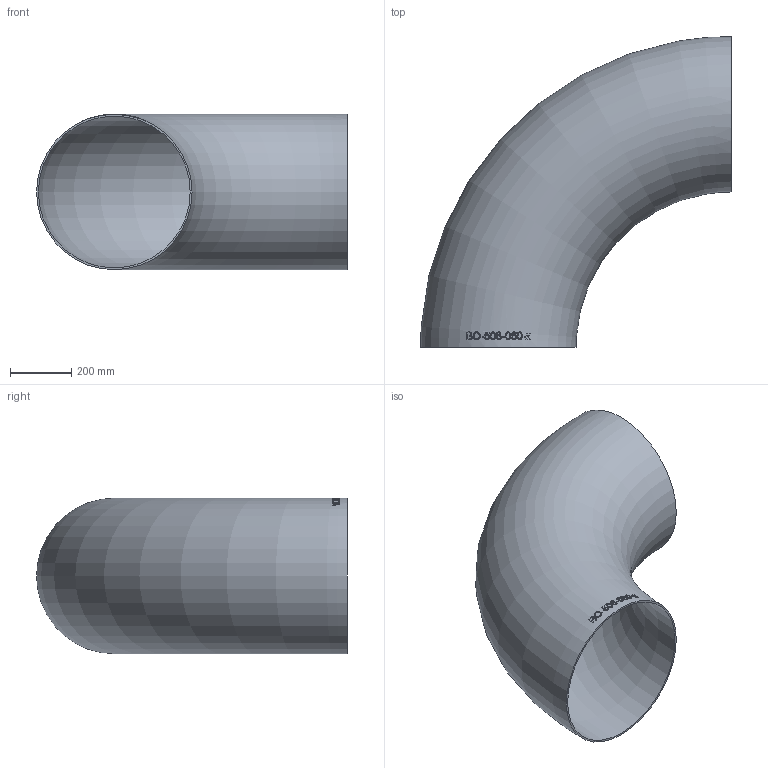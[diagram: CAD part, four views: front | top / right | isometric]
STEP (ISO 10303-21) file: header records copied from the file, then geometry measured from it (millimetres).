
FILE_DESCRIPTION (( 'STEP AP214' ), '1' );
FILE_NAME ('BO-508-060-x Bogen 2005.STEP', '2020-05-01T09:11:58', ( '' ), ( '' ), 'SwSTEP 2.0', 'SolidWorks 2019', '' );
FILE_SCHEMA (( 'AUTOMOTIVE_DESIGN' ));
Length unit declared in the file: millimetre
Products named in the file (1): BO-508-060-x Bogen 2005
Bounding box: 1016 x 1016 x 508 mm (x, y, z)
Volume: 11326032 mm3; surface area: 3794330.3 mm2
Topology: 1 solids, 1 shells, 157 faces, 406 edges, 271 vertices
Faces by surface type: bspline 132, torus 23, plane 2
Entity records: 45362 total; most frequent: CARTESIAN_POINT 41104, ORIENTED_EDGE 800, EDGE_CURVE 400, B_SPLINE_CURVE_WITH_KNOTS 396, VERTEX_POINT 268, EDGE_LOOP 182, FACE_OUTER_BOUND 159, ADVANCED_FACE 157
